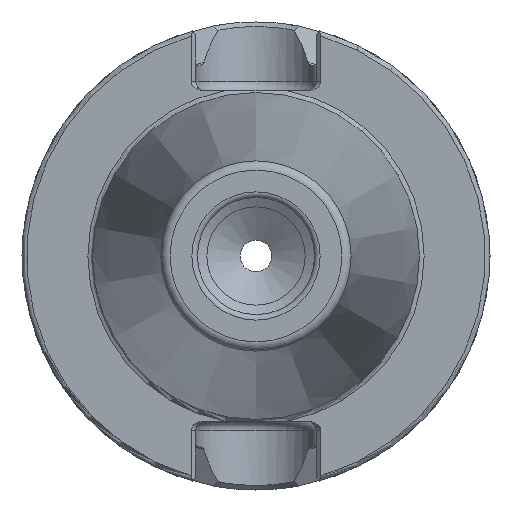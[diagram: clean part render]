
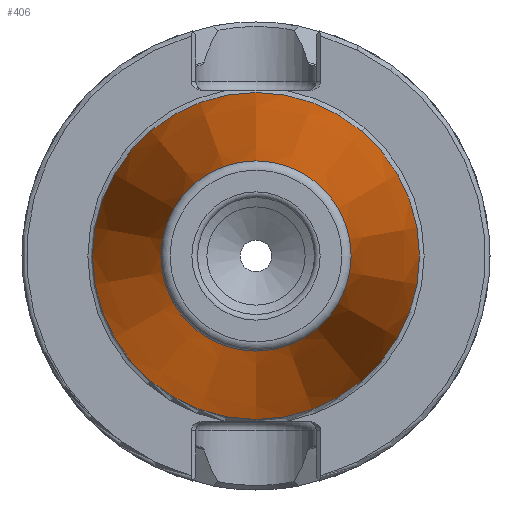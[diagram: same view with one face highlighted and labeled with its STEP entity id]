
A CAD part, left-side view. The second image highlights one B-rep face of the part: STEP entity #406.
In plain terms, the highlighted conical face has half-angle 8.297 degrees and reference radius 34.925 mm.
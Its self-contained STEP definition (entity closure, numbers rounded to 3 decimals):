
#21 = CIRCLE ( 'NONE', #1054, 20.329 ) ;
#212 = CONICAL_SURFACE ( 'NONE', #855, 34.925, 0.145 ) ;
#222 = DIRECTION ( 'NONE',  ( -1., 0., 0. ) ) ;
#318 = EDGE_CURVE ( 'NONE', #984, #984, #21, .T. ) ;
#406 = ADVANCED_FACE ( 'NONE', ( #2665, #1131 ), #212, .T. ) ;
#626 = DIRECTION ( 'NONE',  ( 0., 0., 1. ) ) ;
#768 = EDGE_LOOP ( 'NONE', ( #2761 ) ) ;
#787 = EDGE_CURVE ( 'NONE', #1674, #1674, #2538, .T. ) ;
#817 = CARTESIAN_POINT ( 'NONE',  ( 0., 0., 0. ) ) ;
#823 = DIRECTION ( 'NONE',  ( 1., 0., 0. ) ) ;
#855 = AXIS2_PLACEMENT_3D ( 'NONE', #3780, #823, #1414 ) ;
#971 = EDGE_LOOP ( 'NONE', ( #1645 ) ) ;
#984 = VERTEX_POINT ( 'NONE', #2188 ) ;
#1054 = AXIS2_PLACEMENT_3D ( 'NONE', #3316, #2102, #626 ) ;
#1131 = FACE_OUTER_BOUND ( 'NONE', #971, .T. ) ;
#1414 = DIRECTION ( 'NONE',  ( 0., 0., -1. ) ) ;
#1645 = ORIENTED_EDGE ( 'NONE', *, *, #787, .T. ) ;
#1674 = VERTEX_POINT ( 'NONE', #3165 ) ;
#1752 = AXIS2_PLACEMENT_3D ( 'NONE', #817, #222, #3243 ) ;
#2102 = DIRECTION ( 'NONE',  ( -1., 0., 0. ) ) ;
#2188 = CARTESIAN_POINT ( 'NONE',  ( -100.089, 0., 20.329 ) ) ;
#2538 = CIRCLE ( 'NONE', #1752, 34.925 ) ;
#2665 = FACE_BOUND ( 'NONE', #768, .T. ) ;
#2761 = ORIENTED_EDGE ( 'NONE', *, *, #318, .F. ) ;
#3165 = CARTESIAN_POINT ( 'NONE',  ( 0., 0., 34.925 ) ) ;
#3243 = DIRECTION ( 'NONE',  ( 0., 0., 1. ) ) ;
#3316 = CARTESIAN_POINT ( 'NONE',  ( -100.089, 0., 0. ) ) ;
#3780 = CARTESIAN_POINT ( 'NONE',  ( 0., 0., 0. ) ) ;
